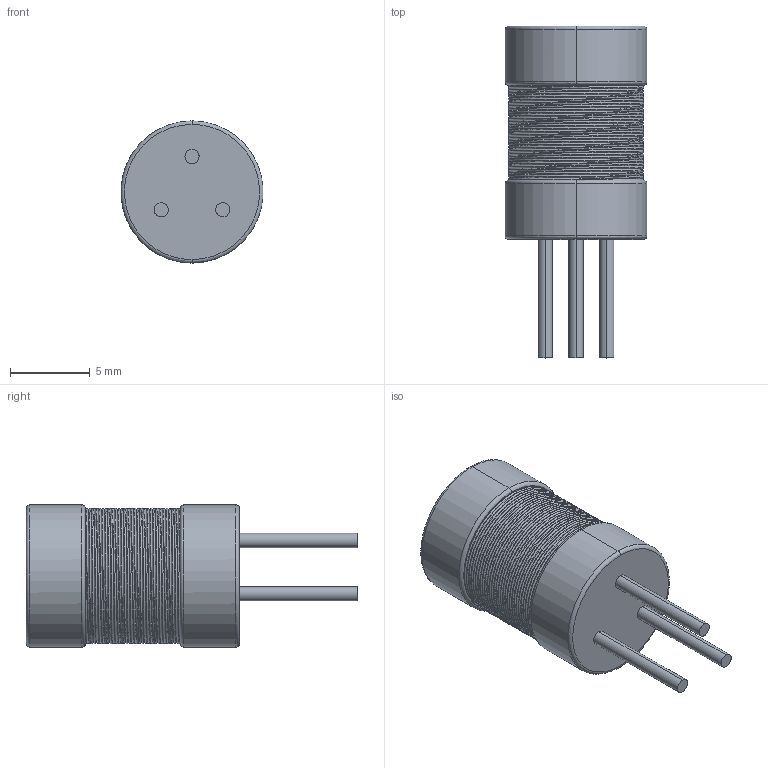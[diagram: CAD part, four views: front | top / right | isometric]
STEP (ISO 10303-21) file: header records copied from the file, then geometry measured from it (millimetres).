
FILE_DESCRIPTION(('FreeCAD Model'),'2;1');
FILE_NAME('Open CASCADE Shape Model','2025-04-29T10:23:59',('FreeCAD'),( 'FreeCAD'),'Open CASCADE STEP processor 7.6','FreeCAD','Unknown');
FILE_SCHEMA(('AUTOMOTIVE_DESIGN { 1 0 10303 214 1 1 1 1 }'));
Length unit declared in the file: millimetre
Products named in the file (1): Open CASCADE STEP translator 7.6 1
Bounding box: 8.87 x 20.76 x 8.9 mm (x, y, z)
Volume: 562.7 mm3; surface area: 978.4 mm2
Topology: 1 solids, 1 shells, 30 faces, 66 edges, 41 vertices
Faces by surface type: bspline 30
Entity records: 7054 total; most frequent: CARTESIAN_POINT 6667, ORIENTED_EDGE 132, EDGE_CURVE 66, VERTEX_POINT 41, FACE_BOUND 35, EDGE_LOOP 35, ADVANCED_FACE 30, B_SPLINE_CURVE_WITH_KNOTS 23
